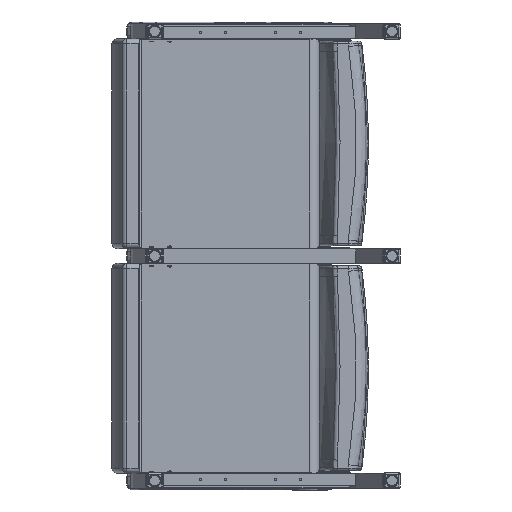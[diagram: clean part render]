
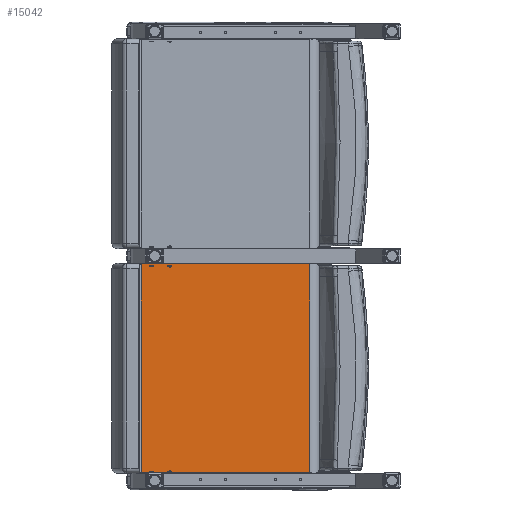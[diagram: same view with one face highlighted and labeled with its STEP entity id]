
A CAD part, front view. The second image highlights one B-rep face of the part: STEP entity #15042.
In plain terms, the highlighted planar face has unit normal (0, -1, 0).
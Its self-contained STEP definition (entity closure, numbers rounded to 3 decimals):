
#1154=PLANE('',#16473);
#2291=FACE_OUTER_BOUND('',#3463,.T.);
#3463=EDGE_LOOP('',(#11014,#11015,#11016,#11017));
#4459=LINE('',#24058,#5170);
#4475=LINE('',#24192,#5186);
#4481=LINE('',#24279,#5192);
#4482=LINE('',#24281,#5193);
#5170=VECTOR('',#18827,0.394);
#5186=VECTOR('',#18903,0.394);
#5192=VECTOR('',#18965,0.394);
#5193=VECTOR('',#18968,0.394);
#6862=VERTEX_POINT('',#24046);
#6863=VERTEX_POINT('',#24057);
#6887=VERTEX_POINT('',#24180);
#6888=VERTEX_POINT('',#24191);
#8269=EDGE_CURVE('',#6862,#6863,#4459,.T.);
#8308=EDGE_CURVE('',#6887,#6888,#4475,.T.);
#8333=EDGE_CURVE('',#6887,#6863,#4481,.T.);
#8334=EDGE_CURVE('',#6888,#6862,#4482,.T.);
#11014=ORIENTED_EDGE('',*,*,#8269,.F.);
#11015=ORIENTED_EDGE('',*,*,#8334,.F.);
#11016=ORIENTED_EDGE('',*,*,#8308,.F.);
#11017=ORIENTED_EDGE('',*,*,#8333,.T.);
#15042=ADVANCED_FACE('',(#2291),#1154,.T.);
#16473=AXIS2_PLACEMENT_3D('',#24280,#18966,#18967);
#18827=DIRECTION('',(1.,0.,0.));
#18903=DIRECTION('',(-1.,0.,0.));
#18965=DIRECTION('',(0.,0.,1.));
#18966=DIRECTION('center_axis',(0.,-1.,0.));
#18967=DIRECTION('ref_axis',(1.,0.,0.));
#18968=DIRECTION('',(0.,0.,1.));
#24046=CARTESIAN_POINT('',(-12.083,0.797,20.966));
#24057=CARTESIAN_POINT('',(4.791,0.797,20.966));
#24058=CARTESIAN_POINT('',(-9.146,0.797,20.966));
#24180=CARTESIAN_POINT('',(4.791,0.797,0.034));
#24191=CARTESIAN_POINT('',(-12.083,0.797,0.034));
#24192=CARTESIAN_POINT('',(-9.146,0.797,0.034));
#24279=CARTESIAN_POINT('',(4.791,0.797,0.));
#24280=CARTESIAN_POINT('Origin',(-12.083,0.797,0.));
#24281=CARTESIAN_POINT('',(-12.083,0.797,0.));
